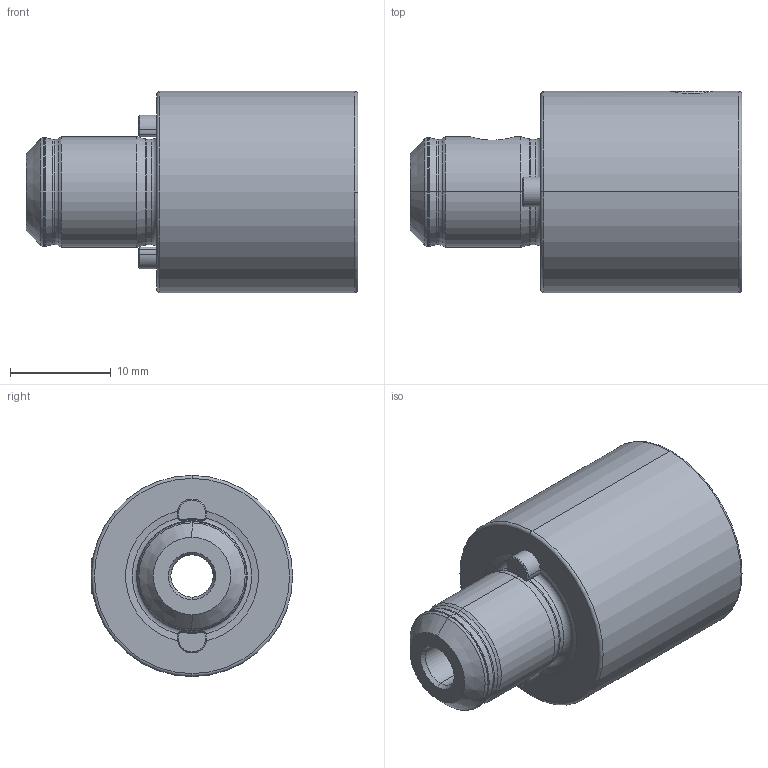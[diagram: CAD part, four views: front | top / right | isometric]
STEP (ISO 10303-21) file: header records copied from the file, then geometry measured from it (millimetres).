
FILE_DESCRIPTION (( 'STEP AP203' ), '1' );
FILE_NAME ('ST1-ST1.K01.020.STEP', '2016-02-12T10:51:49', ( 'SWIAdmin' ), ( 'Hewlett-Packard Company' ), 'SwSTEP 2.0', 'SolidWorks 2015', '' );
FILE_SCHEMA (( 'CONFIG_CONTROL_DESIGN' ));
Length unit declared in the file: millimetre
Products named in the file (4): ST1-ST1.K01.020_A; ST1-ER1.001.005_A; ST1-ER2.001.005_A; ST1-ST1.K01.020
Assembly tree (4 placements, depth 2):
  ST1-ST1.K01.020
    ST1-ST1.K01.020_A
    ST1-ER1.001.005_A
    ST1-ER2.001.005_A  x2
Bounding box: 33 x 20 x 20 mm (x, y, z)
Volume: 5744.5 mm3; surface area: 3284.2 mm2
Topology: 4 solids, 4 shells, 146 faces, 338 edges, 196 vertices
Faces by surface type: cone 46, cylinder 43, torus 27, plane 26, bspline 4
Entity records: 4503 total; most frequent: CARTESIAN_POINT 1233, DIRECTION 638, ORIENTED_EDGE 572, EDGE_CURVE 286, AXIS2_PLACEMENT_3D 269, VERTEX_POINT 169, CIRCLE 141, EDGE_LOOP 133
